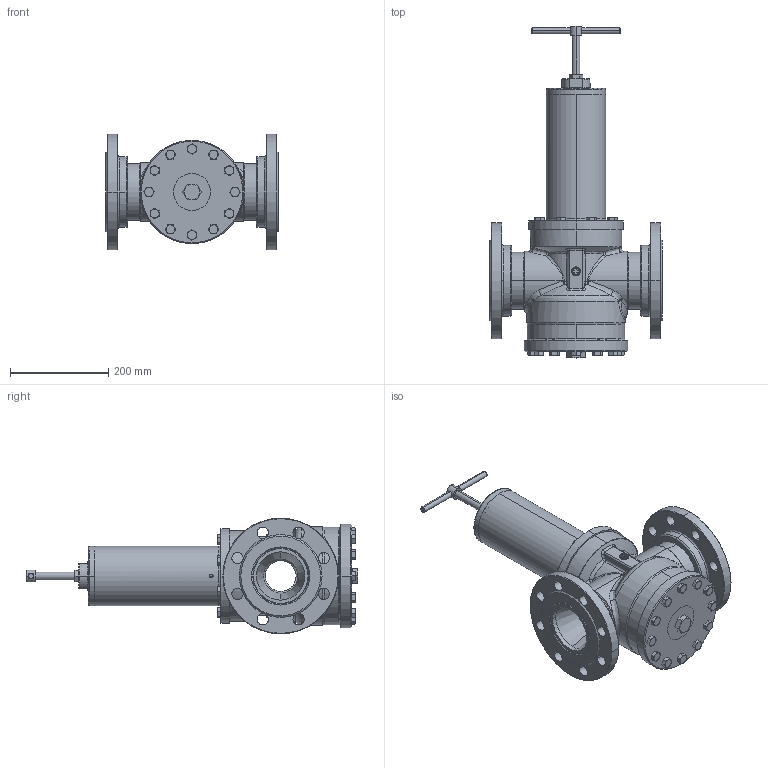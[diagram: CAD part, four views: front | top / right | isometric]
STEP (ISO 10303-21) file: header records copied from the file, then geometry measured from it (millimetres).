
FILE_DESCRIPTION (( 'STEP AP203' ), '1' );
FILE_NAME ('Typ_71-BG_IV-D100.STEP', '2021-04-13T10:27:49', ( '' ), ( '' ), 'SwSTEP 2.0', 'SolidWorks 2016', '' );
FILE_SCHEMA (( 'CONFIG_CONTROL_DESIGN' ));
Length unit declared in the file: millimetre
Products named in the file (1): Typ_71-BG_IV-D100
Bounding box: 350 x 674.4 x 235 mm (x, y, z)
Volume: 6836359.6 mm3; surface area: 1091331.2 mm2
Topology: 33 solids, 33 shells, 1182 faces, 2800 edges, 1691 vertices
Faces by surface type: cone 431, cylinder 307, plane 291, bspline 153
Entity records: 46435 total; most frequent: CARTESIAN_POINT 20052, ORIENTED_EDGE 5508, DIRECTION 5486, EDGE_CURVE 2754, AXIS2_PLACEMENT_3D 2291, VERTEX_POINT 1691, EDGE_LOOP 1339, CIRCLE 1261
